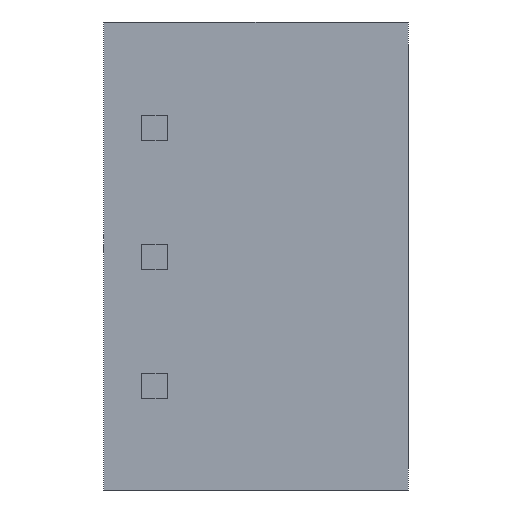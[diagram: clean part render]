
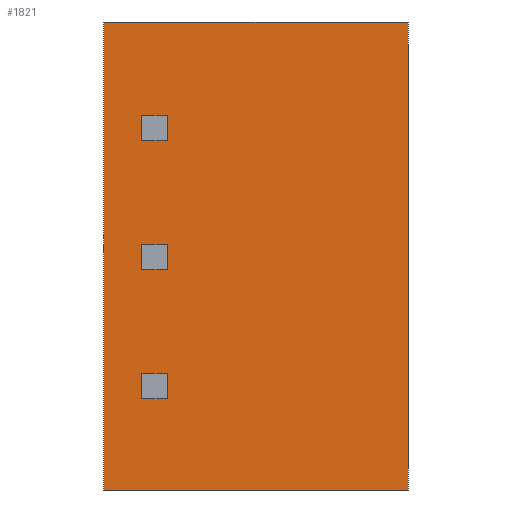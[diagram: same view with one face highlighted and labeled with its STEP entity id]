
A CAD part, front view. The second image highlights one B-rep face of the part: STEP entity #1821.
In plain terms, the highlighted planar face has unit normal (0, -1, 0).
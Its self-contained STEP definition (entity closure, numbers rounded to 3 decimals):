
#62=ORIENTED_EDGE('',*,*,#426,.T.);
#63=ORIENTED_EDGE('',*,*,#427,.T.);
#64=ORIENTED_EDGE('',*,*,#428,.T.);
#65=ORIENTED_EDGE('',*,*,#429,.T.);
#66=ORIENTED_EDGE('',*,*,#430,.T.);
#67=ORIENTED_EDGE('',*,*,#431,.T.);
#68=ORIENTED_EDGE('',*,*,#432,.T.);
#69=ORIENTED_EDGE('',*,*,#433,.T.);
#70=ORIENTED_EDGE('',*,*,#434,.T.);
#71=ORIENTED_EDGE('',*,*,#435,.T.);
#72=ORIENTED_EDGE('',*,*,#436,.T.);
#73=ORIENTED_EDGE('',*,*,#437,.T.);
#74=ORIENTED_EDGE('',*,*,#438,.T.);
#75=ORIENTED_EDGE('',*,*,#439,.F.);
#76=ORIENTED_EDGE('',*,*,#440,.F.);
#77=ORIENTED_EDGE('',*,*,#424,.T.);
#424=EDGE_CURVE('',#606,#605,#731,.T.);
#426=EDGE_CURVE('',#607,#608,#733,.T.);
#427=EDGE_CURVE('',#608,#609,#734,.T.);
#428=EDGE_CURVE('',#609,#610,#735,.T.);
#429=EDGE_CURVE('',#610,#607,#736,.T.);
#430=EDGE_CURVE('',#611,#612,#737,.T.);
#431=EDGE_CURVE('',#612,#613,#738,.T.);
#432=EDGE_CURVE('',#613,#614,#739,.T.);
#433=EDGE_CURVE('',#614,#611,#740,.T.);
#434=EDGE_CURVE('',#615,#616,#741,.T.);
#435=EDGE_CURVE('',#616,#617,#742,.T.);
#436=EDGE_CURVE('',#617,#618,#743,.T.);
#437=EDGE_CURVE('',#618,#615,#744,.T.);
#438=EDGE_CURVE('',#605,#619,#745,.T.);
#439=EDGE_CURVE('',#620,#619,#746,.T.);
#440=EDGE_CURVE('',#606,#620,#747,.T.);
#605=VERTEX_POINT('',#2370);
#606=VERTEX_POINT('',#2372);
#607=VERTEX_POINT('',#2376);
#608=VERTEX_POINT('',#2377);
#609=VERTEX_POINT('',#2379);
#610=VERTEX_POINT('',#2381);
#611=VERTEX_POINT('',#2384);
#612=VERTEX_POINT('',#2385);
#613=VERTEX_POINT('',#2387);
#614=VERTEX_POINT('',#2389);
#615=VERTEX_POINT('',#2392);
#616=VERTEX_POINT('',#2393);
#617=VERTEX_POINT('',#2395);
#618=VERTEX_POINT('',#2397);
#619=VERTEX_POINT('',#2400);
#620=VERTEX_POINT('',#2402);
#731=LINE('',#2371,#902);
#733=LINE('',#2375,#904);
#734=LINE('',#2378,#905);
#735=LINE('',#2380,#906);
#736=LINE('',#2382,#907);
#737=LINE('',#2383,#908);
#738=LINE('',#2386,#909);
#739=LINE('',#2388,#910);
#740=LINE('',#2390,#911);
#741=LINE('',#2391,#912);
#742=LINE('',#2394,#913);
#743=LINE('',#2396,#914);
#744=LINE('',#2398,#915);
#745=LINE('',#2399,#916);
#746=LINE('',#2401,#917);
#747=LINE('',#2403,#918);
#902=VECTOR('',#2014,1000.);
#904=VECTOR('',#2018,1000.);
#905=VECTOR('',#2019,1000.);
#906=VECTOR('',#2020,1000.);
#907=VECTOR('',#2021,1000.);
#908=VECTOR('',#2022,1000.);
#909=VECTOR('',#2023,1000.);
#910=VECTOR('',#2024,1000.);
#911=VECTOR('',#2025,1000.);
#912=VECTOR('',#2026,1000.);
#913=VECTOR('',#2027,1000.);
#914=VECTOR('',#2028,1000.);
#915=VECTOR('',#2029,1000.);
#916=VECTOR('',#2030,1000.);
#917=VECTOR('',#2031,1000.);
#918=VECTOR('',#2032,1000.);
#1059=EDGE_LOOP('',(#62,#63,#64,#65));
#1060=EDGE_LOOP('',(#66,#67,#68,#69));
#1061=EDGE_LOOP('',(#70,#71,#72,#73));
#1062=EDGE_LOOP('',(#74,#75,#76,#77));
#1146=FACE_BOUND('',#1059,.T.);
#1147=FACE_BOUND('',#1060,.T.);
#1148=FACE_BOUND('',#1061,.T.);
#1149=FACE_BOUND('',#1062,.T.);
#1233=PLANE('',#1900);
#1821=ADVANCED_FACE('',(#1146,#1147,#1148,#1149),#1233,.F.);
#1900=AXIS2_PLACEMENT_3D('',#2374,#2016,#2017);
#2014=DIRECTION('',(0.,0.,-1.));
#2016=DIRECTION('',(0.,1.,0.));
#2017=DIRECTION('',(0.,0.,1.));
#2018=DIRECTION('',(-1.,0.,0.));
#2019=DIRECTION('',(0.,0.,1.));
#2020=DIRECTION('',(1.,0.,0.));
#2021=DIRECTION('',(0.,0.,-1.));
#2022=DIRECTION('',(-1.,0.,0.));
#2023=DIRECTION('',(0.,0.,1.));
#2024=DIRECTION('',(1.,0.,0.));
#2025=DIRECTION('',(0.,0.,-1.));
#2026=DIRECTION('',(-1.,0.,0.));
#2027=DIRECTION('',(0.,0.,1.));
#2028=DIRECTION('',(1.,0.,0.));
#2029=DIRECTION('',(0.,0.,-1.));
#2030=DIRECTION('',(1.,0.,0.));
#2031=DIRECTION('',(0.,0.,-1.));
#2032=DIRECTION('',(1.,0.,0.));
#2370=CARTESIAN_POINT('',(-2.,0.,0.));
#2371=CARTESIAN_POINT('',(-2.,0.,18.44));
#2372=CARTESIAN_POINT('',(-2.,0.,18.44));
#2374=CARTESIAN_POINT('',(-2.,0.,18.44));
#2375=CARTESIAN_POINT('',(0.5,0.,13.76));
#2376=CARTESIAN_POINT('',(0.5,0.,13.76));
#2377=CARTESIAN_POINT('',(-0.5,0.,13.76));
#2378=CARTESIAN_POINT('',(-0.5,0.,13.76));
#2379=CARTESIAN_POINT('',(-0.5,0.,14.76));
#2380=CARTESIAN_POINT('',(-0.5,0.,14.76));
#2381=CARTESIAN_POINT('',(0.5,0.,14.76));
#2382=CARTESIAN_POINT('',(0.5,0.,14.76));
#2383=CARTESIAN_POINT('',(0.5,0.,8.68));
#2384=CARTESIAN_POINT('',(0.5,0.,8.68));
#2385=CARTESIAN_POINT('',(-0.5,0.,8.68));
#2386=CARTESIAN_POINT('',(-0.5,0.,8.68));
#2387=CARTESIAN_POINT('',(-0.5,0.,9.68));
#2388=CARTESIAN_POINT('',(-0.5,0.,9.68));
#2389=CARTESIAN_POINT('',(0.5,0.,9.68));
#2390=CARTESIAN_POINT('',(0.5,0.,9.68));
#2391=CARTESIAN_POINT('',(0.5,0.,3.6));
#2392=CARTESIAN_POINT('',(0.5,0.,3.6));
#2393=CARTESIAN_POINT('',(-0.5,0.,3.6));
#2394=CARTESIAN_POINT('',(-0.5,0.,3.6));
#2395=CARTESIAN_POINT('',(-0.5,0.,4.6));
#2396=CARTESIAN_POINT('',(-0.5,0.,4.6));
#2397=CARTESIAN_POINT('',(0.5,0.,4.6));
#2398=CARTESIAN_POINT('',(0.5,0.,4.6));
#2399=CARTESIAN_POINT('',(-2.,0.,0.));
#2400=CARTESIAN_POINT('',(10.,0.,0.));
#2401=CARTESIAN_POINT('',(10.,0.,18.44));
#2402=CARTESIAN_POINT('',(10.,0.,18.44));
#2403=CARTESIAN_POINT('',(-2.,0.,18.44));
